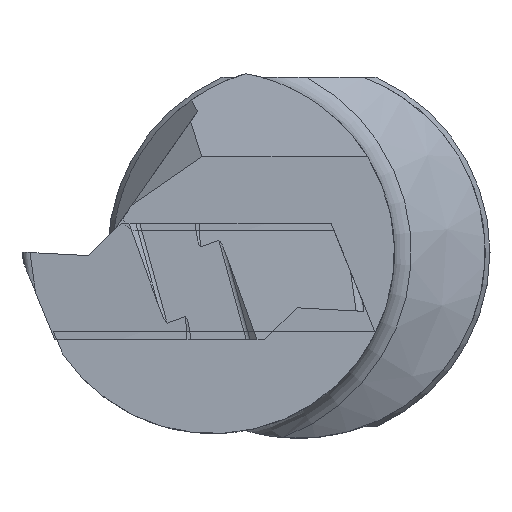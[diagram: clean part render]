
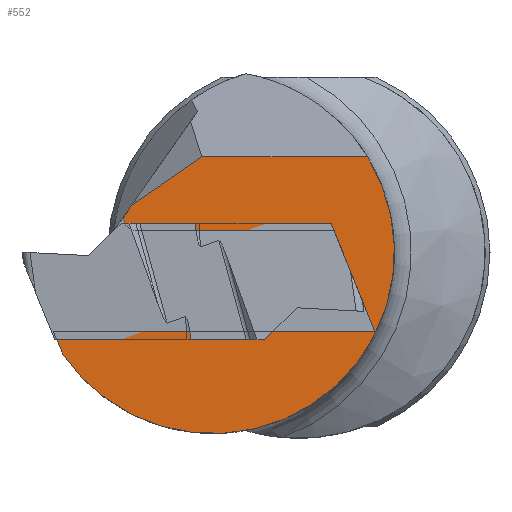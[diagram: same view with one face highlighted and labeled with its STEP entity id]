
A CAD part, left-side view. The second image highlights one B-rep face of the part: STEP entity #552.
In plain terms, the highlighted planar face has unit normal (-1, 0, 0).
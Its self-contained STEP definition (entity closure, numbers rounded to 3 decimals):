
#52=CIRCLE('',#1614,9.5);
#53=CIRCLE('',#1615,0.6);
#552=ADVANCED_FACE('',(#647),#599,.T.);
#599=PLANE('',#1616);
#647=FACE_OUTER_BOUND('',#705,.T.);
#705=EDGE_LOOP('',(#943,#944,#945,#946,#947,#948,#949,#950,#951));
#943=ORIENTED_EDGE('',*,*,#1282,.F.);
#944=ORIENTED_EDGE('',*,*,#1283,.F.);
#945=ORIENTED_EDGE('',*,*,#1284,.T.);
#946=ORIENTED_EDGE('',*,*,#1285,.F.);
#947=ORIENTED_EDGE('',*,*,#1286,.T.);
#948=ORIENTED_EDGE('',*,*,#1287,.F.);
#949=ORIENTED_EDGE('',*,*,#1288,.T.);
#950=ORIENTED_EDGE('',*,*,#1289,.F.);
#951=ORIENTED_EDGE('',*,*,#1290,.F.);
#1145=VERTEX_POINT('',#2161);
#1146=VERTEX_POINT('',#2162);
#1147=VERTEX_POINT('',#2164);
#1148=VERTEX_POINT('',#2166);
#1149=VERTEX_POINT('',#2168);
#1150=VERTEX_POINT('',#2170);
#1151=VERTEX_POINT('',#2172);
#1152=VERTEX_POINT('',#2174);
#1153=VERTEX_POINT('',#2176);
#1282=EDGE_CURVE('',#1145,#1146,#1419,.T.);
#1283=EDGE_CURVE('',#1147,#1145,#1420,.T.);
#1284=EDGE_CURVE('',#1147,#1148,#1421,.T.);
#1285=EDGE_CURVE('',#1149,#1148,#52,.T.);
#1286=EDGE_CURVE('',#1149,#1150,#1422,.T.);
#1287=EDGE_CURVE('',#1151,#1150,#1423,.T.);
#1288=EDGE_CURVE('',#1151,#1152,#1424,.T.);
#1289=EDGE_CURVE('',#1153,#1152,#53,.T.);
#1290=EDGE_CURVE('',#1146,#1153,#1425,.T.);
#1419=LINE('',#2160,#1521);
#1420=LINE('',#2163,#1522);
#1421=LINE('',#2165,#1523);
#1422=LINE('',#2169,#1524);
#1423=LINE('',#2171,#1525);
#1424=LINE('',#2173,#1526);
#1425=LINE('',#2177,#1527);
#1521=VECTOR('',#1843,1.);
#1522=VECTOR('',#1844,1.);
#1523=VECTOR('',#1845,1.);
#1524=VECTOR('',#1848,1.);
#1525=VECTOR('',#1849,1.);
#1526=VECTOR('',#1850,1.);
#1527=VECTOR('',#1853,1.);
#1614=AXIS2_PLACEMENT_3D('',#2167,#1846,#1847);
#1615=AXIS2_PLACEMENT_3D('',#2175,#1851,#1852);
#1616=AXIS2_PLACEMENT_3D('',#2178,#1854,#1855);
#1843=DIRECTION('',(0.,0.375,0.927));
#1844=DIRECTION('',(0.,-1.,0.));
#1845=DIRECTION('',(0.,-0.394,-0.919));
#1846=DIRECTION('',(1.,0.,0.));
#1847=DIRECTION('',(0.,0.,1.));
#1848=DIRECTION('',(0.,1.,0.));
#1849=DIRECTION('',(0.,-0.823,0.568));
#1850=DIRECTION('',(0.,0.574,-0.819));
#1851=DIRECTION('',(1.,0.,0.));
#1852=DIRECTION('',(0.,0.,1.));
#1853=DIRECTION('',(0.,1.,0.));
#1854=DIRECTION('',(-1.,0.,0.));
#1855=DIRECTION('',(0.,0.,1.));
#2160=CARTESIAN_POINT('',(0.4,-1.969,0.795));
#2161=CARTESIAN_POINT('',(0.4,-3.967,-4.15));
#2162=CARTESIAN_POINT('',(0.4,-1.826,1.15));
#2163=CARTESIAN_POINT('',(0.4,0.,-4.15));
#2164=CARTESIAN_POINT('',(0.4,12.868,-4.15));
#2165=CARTESIAN_POINT('',(0.4,12.374,-5.303));
#2166=CARTESIAN_POINT('',(0.4,12.36,-5.335));
#2167=CARTESIAN_POINT('',(0.4,4.5,0.));
#2168=CARTESIAN_POINT('',(0.4,-3.586,4.987));
#2169=CARTESIAN_POINT('',(0.4,0.,4.987));
#2170=CARTESIAN_POINT('',(0.4,5.095,4.987));
#2171=CARTESIAN_POINT('',(0.4,3.972,5.761));
#2172=CARTESIAN_POINT('',(0.4,8.73,2.48));
#2173=CARTESIAN_POINT('',(0.4,7.023,4.918));
#2174=CARTESIAN_POINT('',(0.4,9.158,1.869));
#2175=CARTESIAN_POINT('',(0.4,8.57,1.75));
#2176=CARTESIAN_POINT('',(0.4,8.57,1.15));
#2177=CARTESIAN_POINT('',(0.4,0.,1.15));
#2178=CARTESIAN_POINT('',(0.4,0.,0.));
